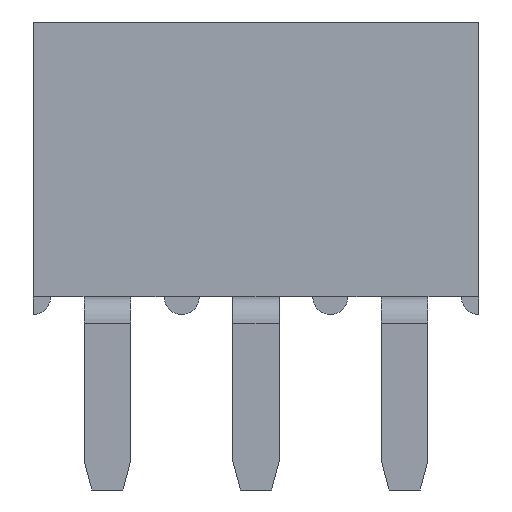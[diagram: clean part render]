
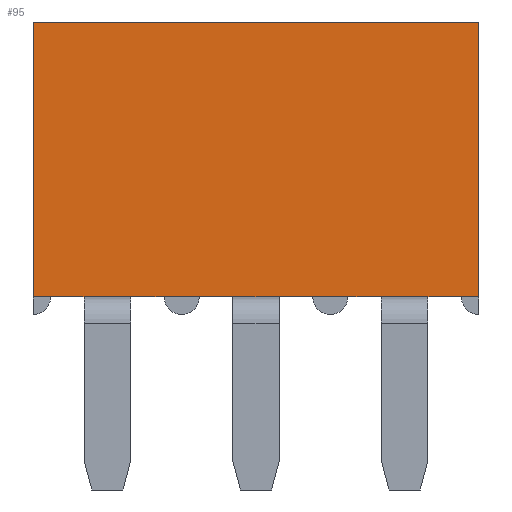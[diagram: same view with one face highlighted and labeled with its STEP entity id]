
A CAD part, front view. The second image highlights one B-rep face of the part: STEP entity #95.
In plain terms, the highlighted planar face has unit normal (0, -1, 0).
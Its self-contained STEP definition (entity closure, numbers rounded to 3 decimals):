
#95=ADVANCED_FACE('',(#343),#227,.T.);
#227=PLANE('',#2614);
#343=FACE_OUTER_BOUND('',#483,.T.);
#483=EDGE_LOOP('',(#718,#719,#720,#721,#722,#723,#724,#725,#726,#727));
#718=ORIENTED_EDGE('',*,*,#1682,.T.);
#719=ORIENTED_EDGE('',*,*,#1678,.T.);
#720=ORIENTED_EDGE('',*,*,#1683,.F.);
#721=ORIENTED_EDGE('',*,*,#1632,.T.);
#722=ORIENTED_EDGE('',*,*,#1684,.F.);
#723=ORIENTED_EDGE('',*,*,#1624,.T.);
#724=ORIENTED_EDGE('',*,*,#1685,.F.);
#725=ORIENTED_EDGE('',*,*,#1616,.T.);
#726=ORIENTED_EDGE('',*,*,#1686,.F.);
#727=ORIENTED_EDGE('',*,*,#1608,.T.);
#1376=VERTEX_POINT('',#3509);
#1377=VERTEX_POINT('',#3511);
#1384=VERTEX_POINT('',#3525);
#1385=VERTEX_POINT('',#3527);
#1392=VERTEX_POINT('',#3541);
#1393=VERTEX_POINT('',#3543);
#1400=VERTEX_POINT('',#3557);
#1401=VERTEX_POINT('',#3559);
#1446=VERTEX_POINT('',#3651);
#1447=VERTEX_POINT('',#3652);
#1608=EDGE_CURVE('',#1377,#1376,#1974,.T.);
#1616=EDGE_CURVE('',#1385,#1384,#1982,.T.);
#1624=EDGE_CURVE('',#1393,#1392,#1990,.T.);
#1632=EDGE_CURVE('',#1401,#1400,#1998,.T.);
#1678=EDGE_CURVE('',#1446,#1447,#2044,.T.);
#1682=EDGE_CURVE('',#1376,#1446,#2048,.T.);
#1683=EDGE_CURVE('',#1401,#1447,#2049,.T.);
#1684=EDGE_CURVE('',#1393,#1400,#2050,.T.);
#1685=EDGE_CURVE('',#1385,#1392,#2051,.T.);
#1686=EDGE_CURVE('',#1377,#1384,#2052,.T.);
#1974=LINE('',#3510,#2308);
#1982=LINE('',#3526,#2316);
#1990=LINE('',#3542,#2324);
#1998=LINE('',#3558,#2332);
#2044=LINE('',#3650,#2378);
#2048=LINE('',#3659,#2382);
#2049=LINE('',#3660,#2383);
#2050=LINE('',#3661,#2384);
#2051=LINE('',#3662,#2385);
#2052=LINE('',#3663,#2386);
#2308=VECTOR('',#2815,1.);
#2316=VECTOR('',#2823,1.);
#2324=VECTOR('',#2831,1.);
#2332=VECTOR('',#2839,1.);
#2378=VECTOR('',#2887,1.);
#2382=VECTOR('',#2893,1.);
#2383=VECTOR('',#2894,1.);
#2384=VECTOR('',#2895,1.);
#2385=VECTOR('',#2896,1.);
#2386=VECTOR('',#2897,1.);
#2614=AXIS2_PLACEMENT_3D('',#3664,#2898,#2899);
#2815=DIRECTION('',(1.,0.,0.));
#2823=DIRECTION('',(1.,0.,0.));
#2831=DIRECTION('',(1.,0.,0.));
#2839=DIRECTION('',(1.,0.,0.));
#2887=DIRECTION('',(-1.,0.,0.));
#2893=DIRECTION('',(0.,0.,1.));
#2894=DIRECTION('',(0.,0.,1.));
#2895=DIRECTION('',(-1.,0.,0.));
#2896=DIRECTION('',(-1.,0.,0.));
#2897=DIRECTION('',(-1.,0.,0.));
#2898=DIRECTION('',(0.,-1.,0.));
#2899=DIRECTION('',(0.,0.,-1.));
#3509=CARTESIAN_POINT('',(7.62,0.,0.));
#3510=CARTESIAN_POINT('',(3.81,0.,0.));
#3511=CARTESIAN_POINT('',(6.75,0.,0.));
#3525=CARTESIAN_POINT('',(5.95,0.,0.));
#3526=CARTESIAN_POINT('',(3.81,0.,0.));
#3527=CARTESIAN_POINT('',(4.21,0.,0.));
#3541=CARTESIAN_POINT('',(3.41,0.,0.));
#3542=CARTESIAN_POINT('',(3.81,0.,0.));
#3543=CARTESIAN_POINT('',(1.67,0.,0.));
#3557=CARTESIAN_POINT('',(0.87,0.,0.));
#3558=CARTESIAN_POINT('',(3.81,0.,0.));
#3559=CARTESIAN_POINT('',(0.,0.,0.));
#3650=CARTESIAN_POINT('',(3.81,0.,4.7));
#3651=CARTESIAN_POINT('',(7.62,0.,4.7));
#3652=CARTESIAN_POINT('',(0.,0.,4.7));
#3659=CARTESIAN_POINT('',(7.62,0.,0.));
#3660=CARTESIAN_POINT('',(0.,0.,0.));
#3661=CARTESIAN_POINT('',(3.81,0.,0.));
#3662=CARTESIAN_POINT('',(3.81,0.,0.));
#3663=CARTESIAN_POINT('',(3.81,0.,0.));
#3664=CARTESIAN_POINT('',(3.81,0.,0.));
